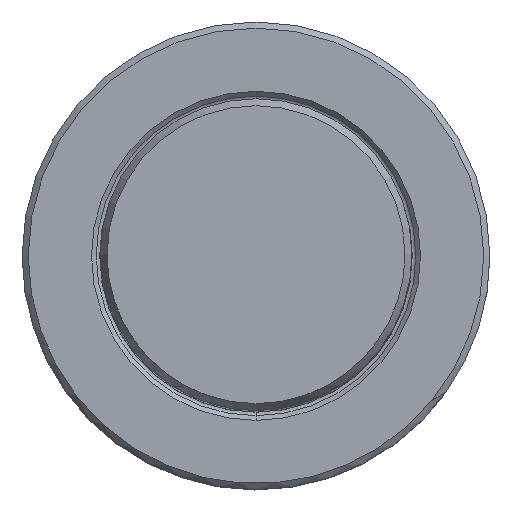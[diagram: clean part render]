
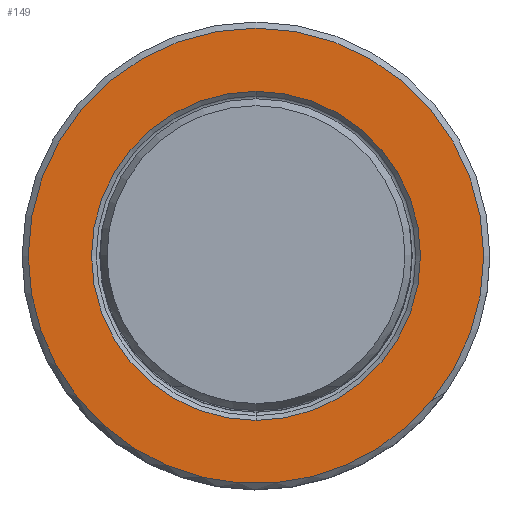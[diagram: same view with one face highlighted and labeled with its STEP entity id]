
A CAD part, top view. The second image highlights one B-rep face of the part: STEP entity #149.
In plain terms, the highlighted planar face has unit normal (0, 0, 1).
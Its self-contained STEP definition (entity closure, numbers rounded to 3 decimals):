
#30=FACE_BOUND('',#294,.T.);
#31=FACE_BOUND('',#295,.T.);
#42=PLANE('',#1261);
#149=ADVANCED_FACE('',(#30,#31),#42,.F.);
#294=EDGE_LOOP('',(#528,#529,#530,#531));
#295=EDGE_LOOP('',(#532,#533));
#528=ORIENTED_EDGE('',*,*,#785,.F.);
#529=ORIENTED_EDGE('',*,*,#786,.F.);
#530=ORIENTED_EDGE('',*,*,#787,.F.);
#531=ORIENTED_EDGE('',*,*,#788,.F.);
#532=ORIENTED_EDGE('',*,*,#784,.F.);
#533=ORIENTED_EDGE('',*,*,#789,.F.);
#653=VERTEX_POINT('',#2351);
#654=VERTEX_POINT('',#2353);
#655=VERTEX_POINT('',#2357);
#656=VERTEX_POINT('',#2358);
#657=VERTEX_POINT('',#2360);
#658=VERTEX_POINT('',#2362);
#784=EDGE_CURVE('',#654,#653,#929,.T.);
#785=EDGE_CURVE('',#655,#656,#930,.T.);
#786=EDGE_CURVE('',#657,#655,#931,.T.);
#787=EDGE_CURVE('',#658,#657,#932,.T.);
#788=EDGE_CURVE('',#656,#658,#933,.T.);
#789=EDGE_CURVE('',#653,#654,#934,.T.);
#929=CIRCLE('',#1254,13.4);
#930=CIRCLE('',#1256,18.55);
#931=CIRCLE('',#1257,18.55);
#932=CIRCLE('',#1258,18.55);
#933=CIRCLE('',#1259,18.55);
#934=CIRCLE('',#1260,13.4);
#1254=AXIS2_PLACEMENT_3D('',#2354,#1558,#1559);
#1256=AXIS2_PLACEMENT_3D('',#2356,#1562,#1563);
#1257=AXIS2_PLACEMENT_3D('',#2359,#1564,#1565);
#1258=AXIS2_PLACEMENT_3D('',#2361,#1566,#1567);
#1259=AXIS2_PLACEMENT_3D('',#2363,#1568,#1569);
#1260=AXIS2_PLACEMENT_3D('',#2364,#1570,#1571);
#1261=AXIS2_PLACEMENT_3D('',#2365,#1572,#1573);
#1558=DIRECTION('',(0.,0.,1.));
#1559=DIRECTION('',(0.,1.,0.));
#1562=DIRECTION('',(0.,0.,-1.));
#1563=DIRECTION('',(0.772,-0.636,0.));
#1564=DIRECTION('',(0.,0.,-1.));
#1565=DIRECTION('',(1.,0.,0.));
#1566=DIRECTION('',(0.,0.,-1.));
#1567=DIRECTION('',(-1.,0.,0.));
#1568=DIRECTION('',(0.,0.,-1.));
#1569=DIRECTION('',(-0.231,-0.973,0.));
#1570=DIRECTION('',(0.,0.,1.));
#1571=DIRECTION('',(0.,-1.,0.));
#1572=DIRECTION('',(0.,0.,-1.));
#1573=DIRECTION('',(0.,-1.,0.));
#2351=CARTESIAN_POINT('',(0.,-13.4,0.));
#2353=CARTESIAN_POINT('',(0.,13.4,0.));
#2354=CARTESIAN_POINT('',(0.,0.,0.));
#2356=CARTESIAN_POINT('',(0.,0.,0.));
#2357=CARTESIAN_POINT('',(14.315,-11.797,0.));
#2358=CARTESIAN_POINT('',(-4.278,-18.05,0.));
#2359=CARTESIAN_POINT('',(0.,0.,0.));
#2360=CARTESIAN_POINT('',(18.55,0.,0.));
#2361=CARTESIAN_POINT('',(0.,0.,0.));
#2362=CARTESIAN_POINT('',(-18.55,0.,0.));
#2363=CARTESIAN_POINT('',(0.,0.,0.));
#2364=CARTESIAN_POINT('',(0.,0.,0.));
#2365=CARTESIAN_POINT('',(0.,0.,0.));
